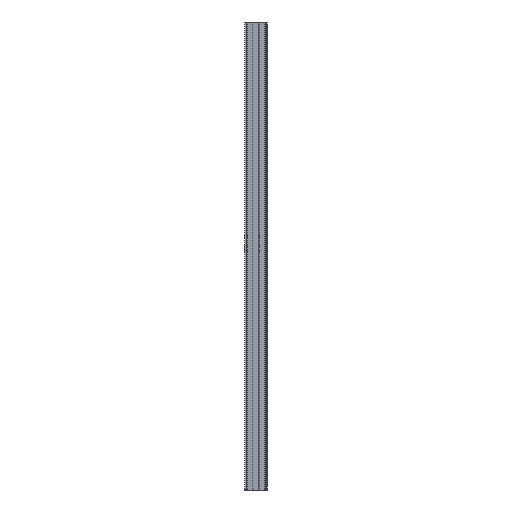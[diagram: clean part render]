
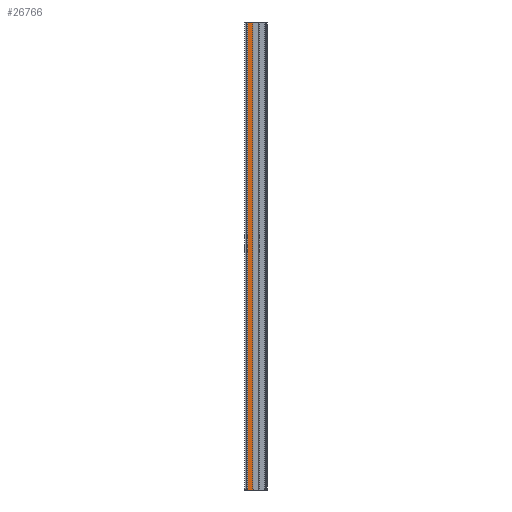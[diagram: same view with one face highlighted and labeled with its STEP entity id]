
A CAD part, left-side view. The second image highlights one B-rep face of the part: STEP entity #26766.
In plain terms, the highlighted planar face has unit normal (-1, 0, 0).
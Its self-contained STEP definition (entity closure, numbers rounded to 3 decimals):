
#659 = CARTESIAN_POINT ( 'NONE',  ( -22.5, 9.6, 164. ) ) ;
#786 = EDGE_LOOP ( 'NONE', ( #18241, #5822, #26762, #11460 ) ) ;
#1605 = CARTESIAN_POINT ( 'NONE',  ( -22.5, 15., 16. ) ) ;
#1855 = EDGE_CURVE ( 'NONE', #25561, #15299, #9200, .T. ) ;
#2213 = VERTEX_POINT ( 'NONE', #21046 ) ;
#2591 = CARTESIAN_POINT ( 'NONE',  ( -22.5, 14.293, 164. ) ) ;
#2676 = DIRECTION ( 'NONE',  ( 0., 1., 0. ) ) ;
#4307 = EDGE_CURVE ( 'NONE', #25561, #2213, #9701, .T. ) ;
#4902 = CARTESIAN_POINT ( 'NONE',  ( -22.5, 9.1, -148. ) ) ;
#5596 = CARTESIAN_POINT ( 'NONE',  ( -22.5, 13.086, 16. ) ) ;
#5822 = ORIENTED_EDGE ( 'NONE', *, *, #7295, .T. ) ;
#7295 = EDGE_CURVE ( 'NONE', #25233, #15299, #21051, .T. ) ;
#8810 = DIRECTION ( 'NONE',  ( 0., 0., 1. ) ) ;
#9200 = LINE ( 'NONE', #2591, #22570 ) ;
#9701 = LINE ( 'NONE', #5596, #13995 ) ;
#11460 = ORIENTED_EDGE ( 'NONE', *, *, #4307, .T. ) ;
#11630 = VECTOR ( 'NONE', #2676, 1000. ) ;
#13723 = DIRECTION ( 'NONE',  ( 0., -1., 0. ) ) ;
#13995 = VECTOR ( 'NONE', #20896, 1000. ) ;
#15041 = FACE_OUTER_BOUND ( 'NONE', #786, .T. ) ;
#15299 = VERTEX_POINT ( 'NONE', #659 ) ;
#16518 = DIRECTION ( 'NONE',  ( 1., 0., 0. ) ) ;
#17994 = EDGE_CURVE ( 'NONE', #25233, #2213, #20009, .T. ) ;
#18241 = ORIENTED_EDGE ( 'NONE', *, *, #17994, .F. ) ;
#18679 = DIRECTION ( 'NONE',  ( 0., 1., 0. ) ) ;
#19433 = CARTESIAN_POINT ( 'NONE',  ( -22.5, 13.086, 164. ) ) ;
#20009 = LINE ( 'NONE', #4902, #11630 ) ;
#20896 = DIRECTION ( 'NONE',  ( 0., 0., -1. ) ) ;
#21046 = CARTESIAN_POINT ( 'NONE',  ( -22.5, 13.086, -148. ) ) ;
#21051 = LINE ( 'NONE', #25812, #23056 ) ;
#22093 = CARTESIAN_POINT ( 'NONE',  ( -22.5, 9.6, -148. ) ) ;
#22570 = VECTOR ( 'NONE', #13723, 1000. ) ;
#23056 = VECTOR ( 'NONE', #8810, 1000. ) ;
#23854 = AXIS2_PLACEMENT_3D ( 'NONE', #1605, #16518, #18679 ) ;
#25233 = VERTEX_POINT ( 'NONE', #22093 ) ;
#25561 = VERTEX_POINT ( 'NONE', #19433 ) ;
#25812 = CARTESIAN_POINT ( 'NONE',  ( -22.5, 9.6, 16. ) ) ;
#26762 = ORIENTED_EDGE ( 'NONE', *, *, #1855, .F. ) ;
#26766 = ADVANCED_FACE ( 'NONE', ( #15041 ), #27079, .F. ) ;
#27079 = PLANE ( 'NONE',  #23854 ) ;
